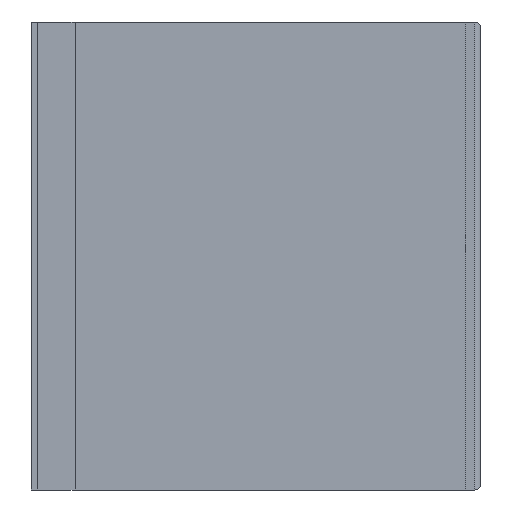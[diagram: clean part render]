
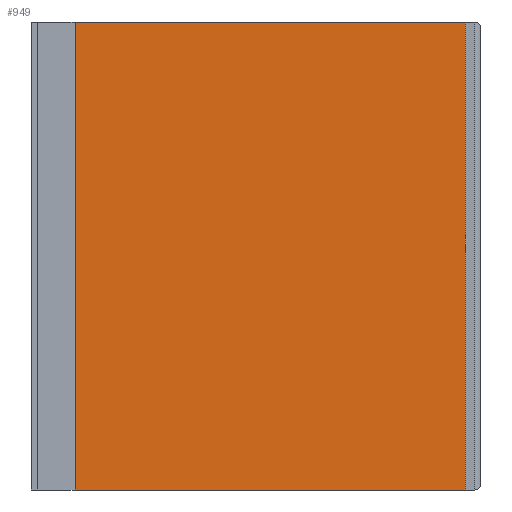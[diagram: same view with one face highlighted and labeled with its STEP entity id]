
A CAD part, front view. The second image highlights one B-rep face of the part: STEP entity #949.
In plain terms, the highlighted planar face has unit normal (0, -1, 0).
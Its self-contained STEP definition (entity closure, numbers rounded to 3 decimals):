
#34 = VERTEX_POINT ( 'NONE', #878 ) ;
#67 = ORIENTED_EDGE ( 'NONE', *, *, #791, .F. ) ;
#70 = DIRECTION ( 'NONE',  ( 0., 0., -1. ) ) ;
#76 = CARTESIAN_POINT ( 'NONE',  ( 130., -110., -75. ) ) ;
#140 = LINE ( 'NONE', #318, #381 ) ;
#173 = VECTOR ( 'NONE', #70, 1000. ) ;
#205 = LINE ( 'NONE', #258, #665 ) ;
#217 = ORIENTED_EDGE ( 'NONE', *, *, #284, .T. ) ;
#226 = CARTESIAN_POINT ( 'NONE',  ( 125., -110., 75. ) ) ;
#236 = DIRECTION ( 'NONE',  ( 0., 1., 0. ) ) ;
#258 = CARTESIAN_POINT ( 'NONE',  ( 130., -110., -75. ) ) ;
#259 = CARTESIAN_POINT ( 'NONE',  ( 125., -110., -75. ) ) ;
#284 = EDGE_CURVE ( 'NONE', #34, #304, #140, .T. ) ;
#298 = AXIS2_PLACEMENT_3D ( 'NONE', #76, #236, #838 ) ;
#304 = VERTEX_POINT ( 'NONE', #578 ) ;
#317 = PLANE ( 'NONE',  #298 ) ;
#318 = CARTESIAN_POINT ( 'NONE',  ( 130., -110., 75. ) ) ;
#355 = EDGE_LOOP ( 'NONE', ( #67, #926, #217, #424 ) ) ;
#381 = VECTOR ( 'NONE', #484, 1000. ) ;
#408 = EDGE_CURVE ( 'NONE', #304, #671, #973, .T. ) ;
#424 = ORIENTED_EDGE ( 'NONE', *, *, #408, .T. ) ;
#462 = FACE_OUTER_BOUND ( 'NONE', #355, .T. ) ;
#484 = DIRECTION ( 'NONE',  ( -1., 0., 0. ) ) ;
#506 = CARTESIAN_POINT ( 'NONE',  ( 0., -110., -75. ) ) ;
#578 = CARTESIAN_POINT ( 'NONE',  ( 0., -110., 75. ) ) ;
#645 = DIRECTION ( 'NONE',  ( 0., 0., -1. ) ) ;
#665 = VECTOR ( 'NONE', #1029, 1000. ) ;
#671 = VERTEX_POINT ( 'NONE', #506 ) ;
#678 = VECTOR ( 'NONE', #645, 1000. ) ;
#791 = EDGE_CURVE ( 'NONE', #1047, #671, #205, .T. ) ;
#802 = LINE ( 'NONE', #226, #678 ) ;
#838 = DIRECTION ( 'NONE',  ( 0., 0., 1. ) ) ;
#878 = CARTESIAN_POINT ( 'NONE',  ( 125., -110., 75. ) ) ;
#884 = EDGE_CURVE ( 'NONE', #34, #1047, #802, .T. ) ;
#926 = ORIENTED_EDGE ( 'NONE', *, *, #884, .F. ) ;
#949 = ADVANCED_FACE ( 'NONE', ( #462 ), #317, .F. ) ;
#973 = LINE ( 'NONE', #996, #173 ) ;
#996 = CARTESIAN_POINT ( 'NONE',  ( 0., -110., -75. ) ) ;
#1029 = DIRECTION ( 'NONE',  ( -1., 0., 0. ) ) ;
#1047 = VERTEX_POINT ( 'NONE', #259 ) ;
